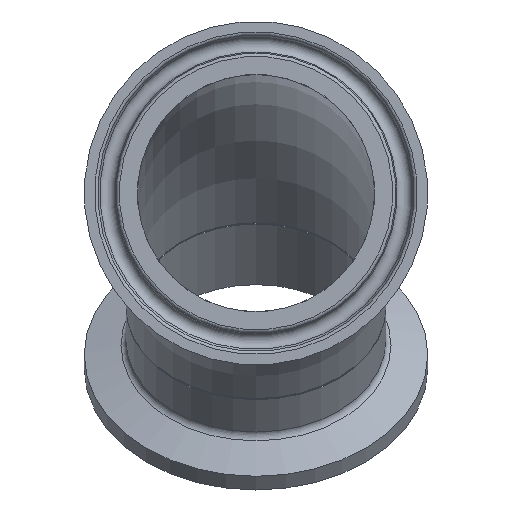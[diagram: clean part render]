
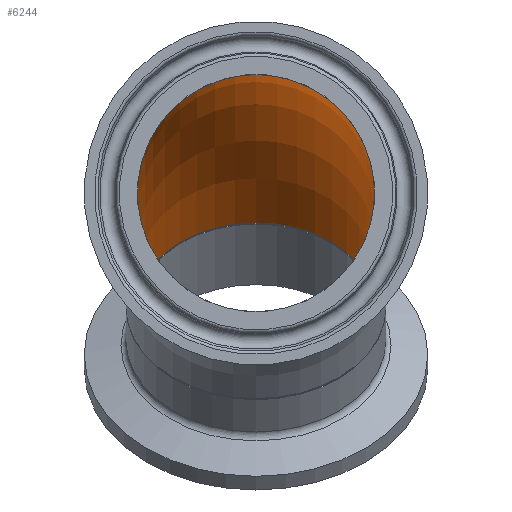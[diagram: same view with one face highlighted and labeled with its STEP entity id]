
A CAD part, front view. The second image highlights one B-rep face of the part: STEP entity #6244.
In plain terms, the highlighted toroidal (fillet/blend) face has major radius 57.15 mm and minor radius 17.399 mm.
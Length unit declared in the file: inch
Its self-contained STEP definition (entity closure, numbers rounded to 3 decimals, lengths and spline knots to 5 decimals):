
#57=CIRCLE('',#6489,0.685);
#58=CIRCLE('',#6490,0.685);
#125=FACE_BOUND('',#1801,.T.);
#1377=FACE_OUTER_BOUND('',#1800,.T.);
#1800=EDGE_LOOP('',(#5780));
#1801=EDGE_LOOP('',(#5781));
#3023=VERTEX_POINT('',#14019);
#3024=VERTEX_POINT('',#14021);
#3945=EDGE_CURVE('',#3023,#3023,#57,.T.);
#3946=EDGE_CURVE('',#3024,#3024,#58,.T.);
#5780=ORIENTED_EDGE('',*,*,#3945,.F.);
#5781=ORIENTED_EDGE('',*,*,#3946,.F.);
#5834=TOROIDAL_SURFACE('',#6488,2.25,0.685);
#6244=ADVANCED_FACE('',(#1377,#125),#5834,.F.);
#6488=AXIS2_PLACEMENT_3D('',#14018,#7266,#7267);
#6489=AXIS2_PLACEMENT_3D('',#14020,#7268,#7269);
#6490=AXIS2_PLACEMENT_3D('',#14022,#7270,#7271);
#7266=DIRECTION('center_axis',(-1.,0.,0.));
#7267=DIRECTION('ref_axis',(0.,0.,
1.));
#7268=DIRECTION('center_axis',(0.,-0.707,
0.707));
#7269=DIRECTION('ref_axis',(0.,0.707,0.707));
#7270=DIRECTION('center_axis',(0.,1.,0.));
#7271=DIRECTION('ref_axis',(0.,0.,
1.));
#14018=CARTESIAN_POINT('Origin',(0.,0.,
0.));
#14019=CARTESIAN_POINT('',(-0.685,1.59099,1.59099));
#14020=CARTESIAN_POINT('Origin',(0.,1.59099,
1.59099));
#14021=CARTESIAN_POINT('',(-0.685,0.,2.25));
#14022=CARTESIAN_POINT('Origin',(0.,0.,
2.25));
